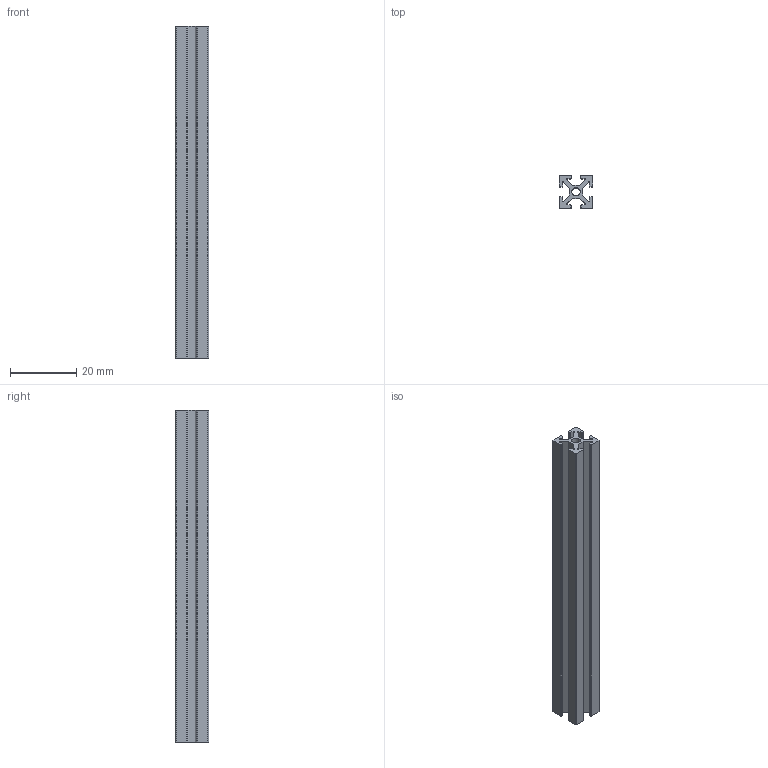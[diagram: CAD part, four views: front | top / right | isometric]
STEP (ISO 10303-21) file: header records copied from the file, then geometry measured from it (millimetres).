
FILE_DESCRIPTION(/* description */ (''),/* implementation_level */ '2;1');
FILE_NAME(/* name */ '02mbtp01- cross section.stp',/* time_stamp */ '2014-07-10T11:56:11+02:00',/* author */ (''),/* organization */ (''),/* preprocessor_version */ 'ST-DEVELOPER v15',/* originating_system */ 'SIEMENS PLM Software NX 9.0',/* authorisation */ '');
FILE_SCHEMA (('AUTOMOTIVE_DESIGN { 1 0 10303 214 3 1 1 1 }'));
Length unit declared in the file: millimetre
Products named in the file (1): Moni12849645hq1c
Bounding box: 10 x 10 x 100 mm (x, y, z)
Volume: 4856.4 mm3; surface area: 8584.9 mm2
Topology: 1 solids, 1 shells, 67 faces, 195 edges, 130 vertices
Faces by surface type: plane 38, cylinder 29
Full cylindrical faces by diameter (mm): 2.5 x1
Entity records: 2258 total; most frequent: CARTESIAN_POINT 392, ORIENTED_EDGE 388, DIRECTION 388, EDGE_CURVE 194, LINE 136, VECTOR 136, VERTEX_POINT 130, AXIS2_PLACEMENT_3D 126
